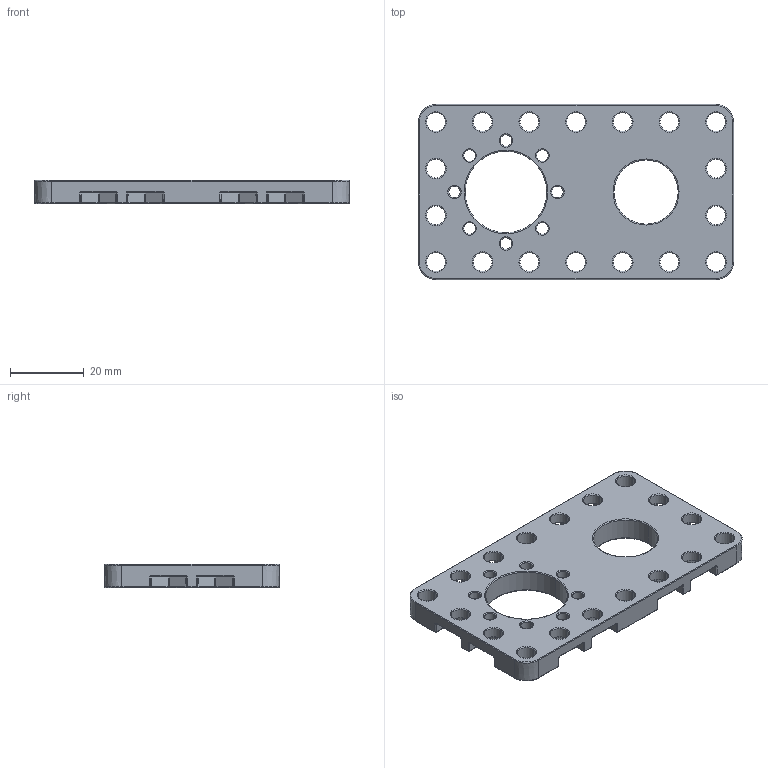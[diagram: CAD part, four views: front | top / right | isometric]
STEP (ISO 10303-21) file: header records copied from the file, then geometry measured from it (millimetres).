
FILE_DESCRIPTION (( 'STEP AP203' ), '1' );
FILE_NAME ('am-5023 RoBits Pass Through Plate.STEP', '2023-03-24T17:27:17', ( '' ), ( '' ), 'SwSTEP 2.0', 'SolidWorks 2022', '' );
FILE_SCHEMA (( 'CONFIG_CONTROL_DESIGN' ));
Length unit declared in the file: inch
Products named in the file (1): am-5023 RoBits Pass Through Plate
Bounding box: 85.72 x 47.62 x 6.35 mm (x, y, z)
Volume: 14542.2 mm3; surface area: 11279.8 mm2
Topology: 1 solids, 1 shells, 711 faces, 1623 edges, 918 vertices
Faces by surface type: torus 274, cylinder 229, cone 80, plane 80, sphere 24, bspline 24
Entity records: 20448 total; most frequent: DIRECTION 3995, CARTESIAN_POINT 3805, ORIENTED_EDGE 3246, AXIS2_PLACEMENT_3D 1732, EDGE_CURVE 1623, CIRCLE 1044, VERTEX_POINT 918, EDGE_LOOP 771
